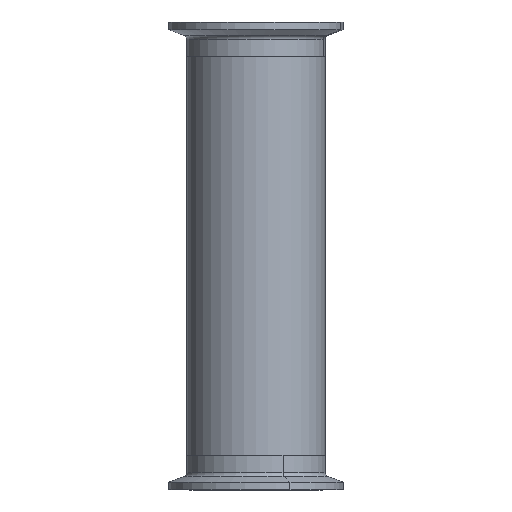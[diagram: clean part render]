
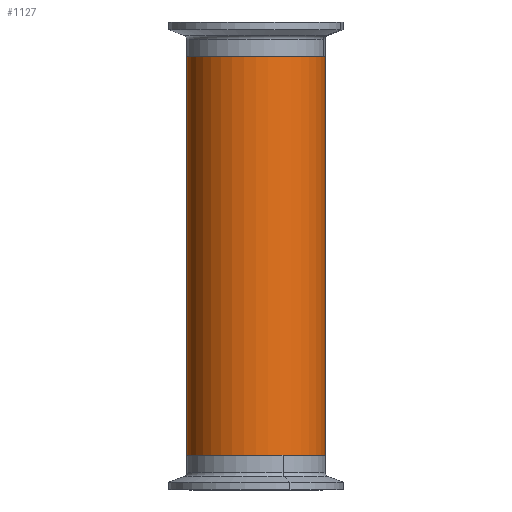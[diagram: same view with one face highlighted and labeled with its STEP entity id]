
A CAD part, front view. The second image highlights one B-rep face of the part: STEP entity #1127.
In plain terms, the highlighted cylindrical face has radius 25.4 mm (diameter 50.8 mm), a partial arc.
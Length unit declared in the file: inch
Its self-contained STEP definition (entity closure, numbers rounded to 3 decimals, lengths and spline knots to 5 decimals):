
#74 = ORIENTED_EDGE ( 'NONE', *, *, #1315, .T. ) ;
#125 = CIRCLE ( 'NONE', #1846, 1. ) ;
#397 = VECTOR ( 'NONE', #2603, 39.37008 ) ;
#414 = CARTESIAN_POINT ( 'NONE',  ( 0., 0., -2.87402 ) ) ;
#416 = CARTESIAN_POINT ( 'NONE',  ( -1., 0., 2.87402 ) ) ;
#602 = VERTEX_POINT ( 'NONE', #2466 ) ;
#693 = VERTEX_POINT ( 'NONE', #2817 ) ;
#708 = DIRECTION ( 'NONE',  ( 0., 0., -1. ) ) ;
#759 = EDGE_CURVE ( 'NONE', #693, #2113, #125, .T. ) ;
#841 = EDGE_LOOP ( 'NONE', ( #1776, #3075, #74, #1955 ) ) ;
#879 = LINE ( 'NONE', #416, #397 ) ;
#1089 = CARTESIAN_POINT ( 'NONE',  ( 0., 0., 2.87402 ) ) ;
#1127 = ADVANCED_FACE ( 'NONE', ( #1818 ), #1379, .T. ) ;
#1205 = DIRECTION ( 'NONE',  ( 0., 0., 1. ) ) ;
#1315 = EDGE_CURVE ( 'NONE', #693, #3188, #879, .T. ) ;
#1379 = CYLINDRICAL_SURFACE ( 'NONE', #2681, 1. ) ;
#1414 = DIRECTION ( 'NONE',  ( 1., 0., 0. ) ) ;
#1606 = CIRCLE ( 'NONE', #2916, 1. ) ;
#1776 = ORIENTED_EDGE ( 'NONE', *, *, #2217, .F. ) ;
#1818 = FACE_OUTER_BOUND ( 'NONE', #841, .T. ) ;
#1846 = AXIS2_PLACEMENT_3D ( 'NONE', #2660, #1205, #1414 ) ;
#1935 = CARTESIAN_POINT ( 'NONE',  ( 1., 0., 2.87402 ) ) ;
#1955 = ORIENTED_EDGE ( 'NONE', *, *, #2403, .T. ) ;
#1998 = LINE ( 'NONE', #1935, #2156 ) ;
#2052 = CARTESIAN_POINT ( 'NONE',  ( 1., 0., 2.87402 ) ) ;
#2055 = DIRECTION ( 'NONE',  ( -1., 0., 0. ) ) ;
#2113 = VERTEX_POINT ( 'NONE', #2052 ) ;
#2156 = VECTOR ( 'NONE', #708, 39.37008 ) ;
#2200 = CARTESIAN_POINT ( 'NONE',  ( -1., 0., -2.87402 ) ) ;
#2217 = EDGE_CURVE ( 'NONE', #2113, #602, #1998, .T. ) ;
#2403 = EDGE_CURVE ( 'NONE', #3188, #602, #1606, .T. ) ;
#2466 = CARTESIAN_POINT ( 'NONE',  ( 1., 0., -2.87402 ) ) ;
#2566 = DIRECTION ( 'NONE',  ( 0., 0., -1. ) ) ;
#2603 = DIRECTION ( 'NONE',  ( 0., 0., -1. ) ) ;
#2660 = CARTESIAN_POINT ( 'NONE',  ( 0., 0., 2.87402 ) ) ;
#2681 = AXIS2_PLACEMENT_3D ( 'NONE', #1089, #2566, #2055 ) ;
#2817 = CARTESIAN_POINT ( 'NONE',  ( -1., 0., 2.87402 ) ) ;
#2916 = AXIS2_PLACEMENT_3D ( 'NONE', #414, #2953, #2925 ) ;
#2925 = DIRECTION ( 'NONE',  ( 1., 0., 0. ) ) ;
#2953 = DIRECTION ( 'NONE',  ( 0., 0., 1. ) ) ;
#3075 = ORIENTED_EDGE ( 'NONE', *, *, #759, .F. ) ;
#3188 = VERTEX_POINT ( 'NONE', #2200 ) ;
